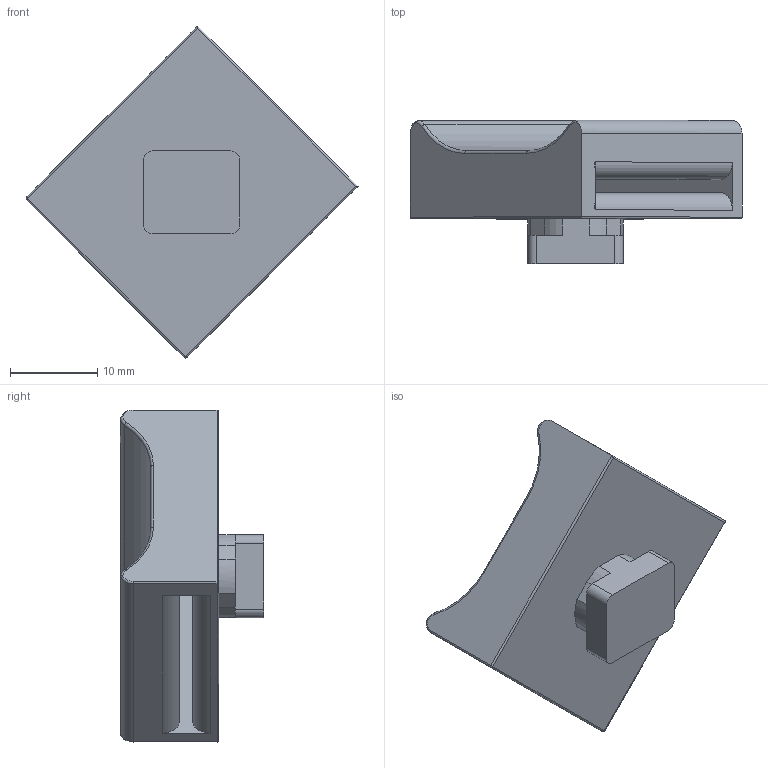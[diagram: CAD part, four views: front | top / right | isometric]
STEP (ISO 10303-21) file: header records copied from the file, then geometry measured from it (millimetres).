
FILE_DESCRIPTION (( 'STEP AP214' ), '1' );
FILE_NAME ('3011-254.STEP', '2018-11-26T07:35:13', ( 'Windows-Benutzer' ), ( '' ), 'SwSTEP 2.0', 'SolidWorks 2017', '' );
FILE_SCHEMA (( 'AUTOMOTIVE_DESIGN' ));
Length unit declared in the file: millimetre
Products named in the file (2): 3011-254
Bounding box: 38.1 x 16.44 x 38.1 mm (x, y, z)
Volume: 5535.5 mm3; surface area: 4084.5 mm2
Topology: 2 solids, 2 shells, 75 faces, 189 edges, 114 vertices
Faces by surface type: cylinder 33, plane 24, torus 10, bspline 4, cone 2, sphere 2
Entity records: 3208 total; most frequent: CARTESIAN_POINT 514, DIRECTION 401, ORIENTED_EDGE 370, EDGE_CURVE 185, AXIS2_PLACEMENT_3D 155, VERTEX_POINT 114, VECTOR 91, LINE 91
